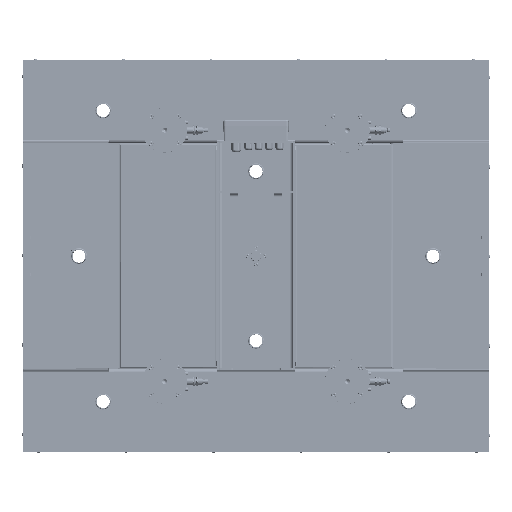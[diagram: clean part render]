
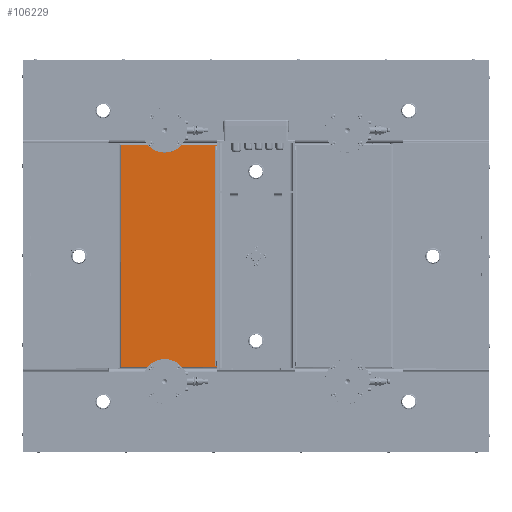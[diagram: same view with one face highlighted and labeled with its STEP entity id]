
A CAD part, top view. The second image highlights one B-rep face of the part: STEP entity #106229.
In plain terms, the highlighted planar face has unit normal (0, 0, 1).
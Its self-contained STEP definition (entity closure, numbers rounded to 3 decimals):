
#5015=PLANE('',#113654);
#8571=FACE_OUTER_BOUND('',#14838,.T.);
#14838=EDGE_LOOP('',(#73950,#73951,#73952,#73953,#73954,#73955,#73956,#73957,
#73958,#73959,#73960,#73961));
#23154=LINE('',#160659,#31304);
#23160=LINE('',#160674,#31310);
#23169=LINE('',#160707,#31319);
#23170=LINE('',#160709,#31320);
#23171=LINE('',#160711,#31321);
#23172=LINE('',#160713,#31322);
#23173=LINE('',#160715,#31323);
#23174=LINE('',#160717,#31324);
#23175=LINE('',#160719,#31325);
#23176=LINE('',#160720,#31326);
#23177=LINE('',#160722,#31327);
#23178=LINE('',#160723,#31328);
#31304=VECTOR('',#129646,10.);
#31310=VECTOR('',#129654,10.);
#31319=VECTOR('',#129691,10.);
#31320=VECTOR('',#129692,10.);
#31321=VECTOR('',#129693,10.);
#31322=VECTOR('',#129694,10.);
#31323=VECTOR('',#129695,10.);
#31324=VECTOR('',#129696,10.);
#31325=VECTOR('',#129697,10.);
#31326=VECTOR('',#129698,10.);
#31327=VECTOR('',#129699,10.);
#31328=VECTOR('',#129700,10.);
#44569=VERTEX_POINT('',#160644);
#44576=VERTEX_POINT('',#160657);
#44583=VERTEX_POINT('',#160671);
#44584=VERTEX_POINT('',#160673);
#44594=VERTEX_POINT('',#160706);
#44595=VERTEX_POINT('',#160708);
#44596=VERTEX_POINT('',#160710);
#44597=VERTEX_POINT('',#160712);
#44598=VERTEX_POINT('',#160714);
#44599=VERTEX_POINT('',#160716);
#44600=VERTEX_POINT('',#160718);
#44601=VERTEX_POINT('',#160721);
#55702=EDGE_CURVE('',#44576,#44569,#23154,.T.);
#55709=EDGE_CURVE('',#44583,#44584,#23160,.T.);
#55726=EDGE_CURVE('',#44594,#44584,#23169,.T.);
#55727=EDGE_CURVE('',#44583,#44595,#23170,.T.);
#55728=EDGE_CURVE('',#44595,#44596,#23171,.T.);
#55729=EDGE_CURVE('',#44596,#44597,#23172,.T.);
#55730=EDGE_CURVE('',#44597,#44598,#23173,.T.);
#55731=EDGE_CURVE('',#44598,#44599,#23174,.T.);
#55732=EDGE_CURVE('',#44599,#44600,#23175,.T.);
#55733=EDGE_CURVE('',#44600,#44569,#23176,.T.);
#55734=EDGE_CURVE('',#44576,#44601,#23177,.T.);
#55735=EDGE_CURVE('',#44594,#44601,#23178,.T.);
#73950=ORIENTED_EDGE('',*,*,#55726,.T.);
#73951=ORIENTED_EDGE('',*,*,#55709,.F.);
#73952=ORIENTED_EDGE('',*,*,#55727,.T.);
#73953=ORIENTED_EDGE('',*,*,#55728,.T.);
#73954=ORIENTED_EDGE('',*,*,#55729,.T.);
#73955=ORIENTED_EDGE('',*,*,#55730,.T.);
#73956=ORIENTED_EDGE('',*,*,#55731,.T.);
#73957=ORIENTED_EDGE('',*,*,#55732,.T.);
#73958=ORIENTED_EDGE('',*,*,#55733,.T.);
#73959=ORIENTED_EDGE('',*,*,#55702,.F.);
#73960=ORIENTED_EDGE('',*,*,#55734,.T.);
#73961=ORIENTED_EDGE('',*,*,#55735,.F.);
#106229=ADVANCED_FACE('',(#8571),#5015,.T.);
#113654=AXIS2_PLACEMENT_3D('',#160705,#129689,#129690);
#129646=DIRECTION('',(0.,-1.,0.));
#129654=DIRECTION('',(0.,-1.,0.));
#129689=DIRECTION('center_axis',(0.,0.,
1.));
#129690=DIRECTION('ref_axis',(-1.,0.,0.));
#129691=DIRECTION('',(1.,0.,0.));
#129692=DIRECTION('',(-1.,0.,0.));
#129693=DIRECTION('',(0.,1.,0.));
#129694=DIRECTION('',(1.,0.,0.));
#129695=DIRECTION('',(0.,1.,0.));
#129696=DIRECTION('',(-1.,0.,0.));
#129697=DIRECTION('',(0.,1.,0.));
#129698=DIRECTION('',(1.,0.,0.));
#129699=DIRECTION('',(-1.,0.,0.));
#129700=DIRECTION('',(0.,1.,0.));
#160644=CARTESIAN_POINT('',(-105.,296.01,155.));
#160657=CARTESIAN_POINT('',(-105.,298.,155.));
#160659=CARTESIAN_POINT('',(-105.,151.25,155.));
#160671=CARTESIAN_POINT('',(-105.,-295.01,155.));
#160673=CARTESIAN_POINT('',(-105.,-297.,155.));
#160674=CARTESIAN_POINT('',(-105.,151.25,155.));
#160705=CARTESIAN_POINT('Origin',(-233.,0.5,155.));
#160706=CARTESIAN_POINT('',(-361.,-297.,155.));
#160707=CARTESIAN_POINT('',(-297.,-297.,155.));
#160708=CARTESIAN_POINT('',(-109.01,-295.01,155.));
#160709=CARTESIAN_POINT('',(-171.005,-295.01,155.));
#160710=CARTESIAN_POINT('',(-109.01,-295.,155.));
#160711=CARTESIAN_POINT('',(-109.01,-147.25,155.));
#160712=CARTESIAN_POINT('',(-109.,-295.,155.));
#160713=CARTESIAN_POINT('',(-169.,-295.,155.));
#160714=CARTESIAN_POINT('',(-109.,296.,155.));
#160715=CARTESIAN_POINT('',(-109.,148.25,155.));
#160716=CARTESIAN_POINT('',(-109.01,296.,155.));
#160717=CARTESIAN_POINT('',(-171.005,296.,155.));
#160718=CARTESIAN_POINT('',(-109.01,296.01,155.));
#160719=CARTESIAN_POINT('',(-109.01,148.255,155.));
#160720=CARTESIAN_POINT('',(-169.,296.01,155.));
#160721=CARTESIAN_POINT('',(-361.,298.,155.));
#160722=CARTESIAN_POINT('',(-169.,298.,155.));
#160723=CARTESIAN_POINT('',(-361.,-301.,155.));
